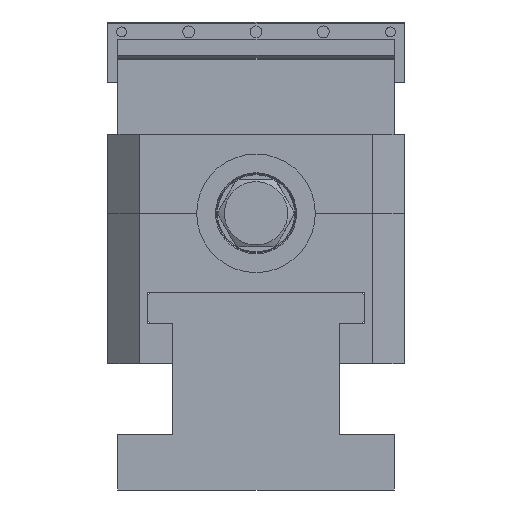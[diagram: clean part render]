
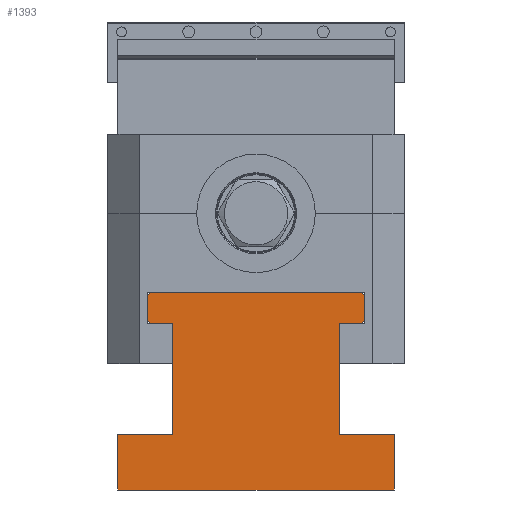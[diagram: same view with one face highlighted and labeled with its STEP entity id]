
A CAD part, left-side view. The second image highlights one B-rep face of the part: STEP entity #1393.
In plain terms, the highlighted planar face has unit normal (-1, 0, 0).
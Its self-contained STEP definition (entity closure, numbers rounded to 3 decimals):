
#915=FACE_OUTER_BOUND('',#4632,.T.);
#1393=ADVANCED_FACE('',(#915),#1824,.T.);
#1824=PLANE('',#10568);
#2262=LINE('',#15583,#2866);
#2280=LINE('',#15630,#2884);
#2281=LINE('',#15632,#2885);
#2287=LINE('',#15649,#2891);
#2293=LINE('',#15662,#2897);
#2294=LINE('',#15664,#2898);
#2295=LINE('',#15667,#2899);
#2296=LINE('',#15669,#2900);
#2297=LINE('',#15671,#2901);
#2298=LINE('',#15673,#2902);
#2299=LINE('',#15674,#2903);
#2300=LINE('',#15676,#2904);
#2301=LINE('',#15678,#2905);
#2302=LINE('',#15680,#2906);
#2303=LINE('',#15681,#2907);
#2304=LINE('',#15682,#2908);
#2866=VECTOR('',#12697,1.);
#2884=VECTOR('',#12735,1.);
#2885=VECTOR('',#12738,1.);
#2891=VECTOR('',#12750,1.);
#2897=VECTOR('',#12758,1.);
#2898=VECTOR('',#12761,1.);
#2899=VECTOR('',#12762,1.);
#2900=VECTOR('',#12763,1.);
#2901=VECTOR('',#12764,1.);
#2902=VECTOR('',#12765,1.);
#2903=VECTOR('',#12766,1.);
#2904=VECTOR('',#12767,1.);
#2905=VECTOR('',#12768,1.);
#2906=VECTOR('',#12769,1.);
#2907=VECTOR('',#12770,1.);
#2908=VECTOR('',#12771,1.);
#4632=EDGE_LOOP('',(#6393,#6394,#6395,#6396,#6397,#6398,#6399,#6400,#6401,
#6402,#6403,#6404,#6405,#6406,#6407,#6408));
#6393=ORIENTED_EDGE('',*,*,#8920,.F.);
#6394=ORIENTED_EDGE('',*,*,#8921,.T.);
#6395=ORIENTED_EDGE('',*,*,#8922,.F.);
#6396=ORIENTED_EDGE('',*,*,#8923,.F.);
#6397=ORIENTED_EDGE('',*,*,#8924,.F.);
#6398=ORIENTED_EDGE('',*,*,#8880,.F.);
#6399=ORIENTED_EDGE('',*,*,#8904,.T.);
#6400=ORIENTED_EDGE('',*,*,#8919,.T.);
#6401=ORIENTED_EDGE('',*,*,#8925,.F.);
#6402=ORIENTED_EDGE('',*,*,#8926,.F.);
#6403=ORIENTED_EDGE('',*,*,#8927,.F.);
#6404=ORIENTED_EDGE('',*,*,#8928,.T.);
#6405=ORIENTED_EDGE('',*,*,#8905,.T.);
#6406=ORIENTED_EDGE('',*,*,#8929,.T.);
#6407=ORIENTED_EDGE('',*,*,#8913,.T.);
#6408=ORIENTED_EDGE('',*,*,#8930,.T.);
#7841=VERTEX_POINT('',#15582);
#7842=VERTEX_POINT('',#15584);
#7860=VERTEX_POINT('',#15629);
#7861=VERTEX_POINT('',#15633);
#7862=VERTEX_POINT('',#15634);
#7869=VERTEX_POINT('',#15650);
#7870=VERTEX_POINT('',#15651);
#7874=VERTEX_POINT('',#15661);
#7875=VERTEX_POINT('',#15665);
#7876=VERTEX_POINT('',#15666);
#7877=VERTEX_POINT('',#15668);
#7878=VERTEX_POINT('',#15670);
#7879=VERTEX_POINT('',#15672);
#7880=VERTEX_POINT('',#15675);
#7881=VERTEX_POINT('',#15677);
#7882=VERTEX_POINT('',#15679);
#8880=EDGE_CURVE('',#7841,#7842,#2262,.T.);
#8904=EDGE_CURVE('',#7841,#7860,#2280,.T.);
#8905=EDGE_CURVE('',#7861,#7862,#2281,.T.);
#8913=EDGE_CURVE('',#7869,#7870,#2287,.T.);
#8919=EDGE_CURVE('',#7860,#7874,#2293,.T.);
#8920=EDGE_CURVE('',#7875,#7876,#2294,.T.);
#8921=EDGE_CURVE('',#7875,#7877,#2295,.T.);
#8922=EDGE_CURVE('',#7878,#7877,#2296,.T.);
#8923=EDGE_CURVE('',#7879,#7878,#2297,.T.);
#8924=EDGE_CURVE('',#7842,#7879,#2298,.T.);
#8925=EDGE_CURVE('',#7880,#7874,#2299,.T.);
#8926=EDGE_CURVE('',#7881,#7880,#2300,.T.);
#8927=EDGE_CURVE('',#7882,#7881,#2301,.T.);
#8928=EDGE_CURVE('',#7882,#7861,#2302,.T.);
#8929=EDGE_CURVE('',#7862,#7869,#2303,.T.);
#8930=EDGE_CURVE('',#7870,#7876,#2304,.T.);
#10568=AXIS2_PLACEMENT_3D('',#15683,#12772,#12773);
#12697=DIRECTION('',(0.,0.,1.));
#12735=DIRECTION('',(0.,-1.,0.));
#12738=DIRECTION('',(0.,0.,1.));
#12750=DIRECTION('',(0.,1.,0.));
#12758=DIRECTION('',(0.,0.,1.));
#12761=DIRECTION('',(0.,0.,1.));
#12762=DIRECTION('',(0.,-0.707,-0.707));
#12763=DIRECTION('',(0.,1.,0.));
#12764=DIRECTION('',(0.,0.,1.));
#12765=DIRECTION('',(0.,-1.,0.));
#12766=DIRECTION('',(0.,-1.,0.));
#12767=DIRECTION('',(0.,0.,-1.));
#12768=DIRECTION('',(0.,1.,0.));
#12769=DIRECTION('',(0.,-0.707,0.707));
#12770=DIRECTION('',(0.,0.707,0.707));
#12771=DIRECTION('',(0.,0.707,-0.707));
#12772=DIRECTION('',(-1.,0.,0.));
#12773=DIRECTION('',(0.,0.,1.));
#15582=CARTESIAN_POINT('',(-372.,35.,-105.6));
#15583=CARTESIAN_POINT('',(-372.,35.,-105.8));
#15584=CARTESIAN_POINT('',(-372.,35.,-91.6));
#15629=CARTESIAN_POINT('',(-372.,-35.,-105.6));
#15630=CARTESIAN_POINT('',(-372.,0.,-105.6));
#15632=CARTESIAN_POINT('',(-372.,-27.5,-105.8));
#15633=CARTESIAN_POINT('',(-372.,-27.5,-62.7));
#15634=CARTESIAN_POINT('',(-372.,-27.5,-56.5));
#15649=CARTESIAN_POINT('',(-372.,0.,-55.6));
#15650=CARTESIAN_POINT('',(-372.,-26.6,-55.6));
#15651=CARTESIAN_POINT('',(-372.,26.6,-55.6));
#15661=CARTESIAN_POINT('',(-372.,-35.,-91.6));
#15662=CARTESIAN_POINT('',(-372.,-35.,-105.8));
#15664=CARTESIAN_POINT('',(-372.,27.5,-105.8));
#15665=CARTESIAN_POINT('',(-372.,27.5,-62.7));
#15666=CARTESIAN_POINT('',(-372.,27.5,-56.5));
#15667=CARTESIAN_POINT('',(-372.,-7.8,-98.));
#15668=CARTESIAN_POINT('',(-372.,26.6,-63.6));
#15669=CARTESIAN_POINT('',(-372.,0.,-63.6));
#15670=CARTESIAN_POINT('',(-372.,21.,-63.6));
#15671=CARTESIAN_POINT('',(-372.,21.,-105.8));
#15672=CARTESIAN_POINT('',(-372.,21.,-91.6));
#15673=CARTESIAN_POINT('',(-372.,0.,-91.6));
#15674=CARTESIAN_POINT('',(-372.,0.,-91.6));
#15675=CARTESIAN_POINT('',(-372.,-21.,-91.6));
#15676=CARTESIAN_POINT('',(-372.,-21.,-105.8));
#15677=CARTESIAN_POINT('',(-372.,-21.,-63.6));
#15678=CARTESIAN_POINT('',(-372.,0.,-63.6));
#15679=CARTESIAN_POINT('',(-372.,-26.6,-63.6));
#15680=CARTESIAN_POINT('',(-372.,7.8,-98.));
#15681=CARTESIAN_POINT('',(-372.,-38.4,-67.4));
#15682=CARTESIAN_POINT('',(-372.,38.4,-67.4));
#15683=CARTESIAN_POINT('',(-372.,0.,-105.8));
